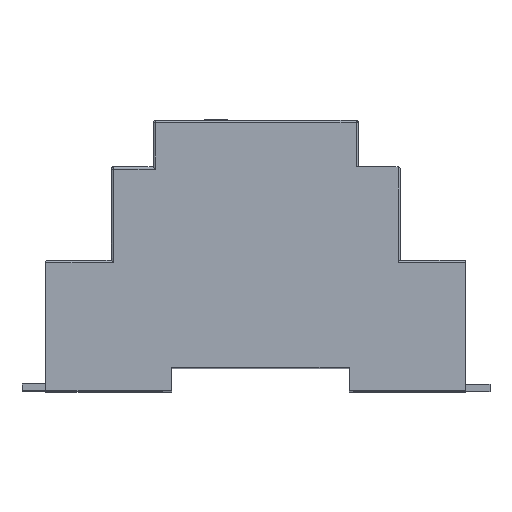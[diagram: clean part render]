
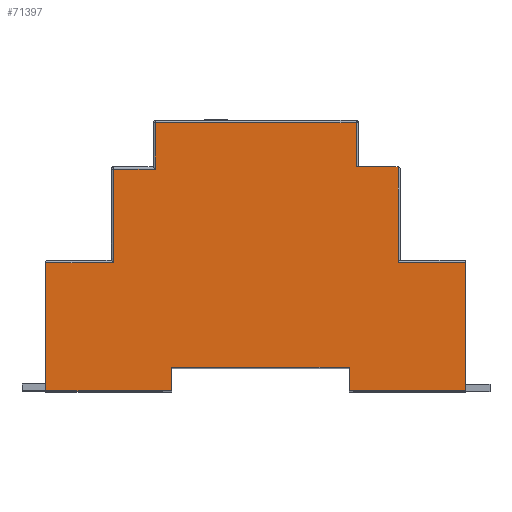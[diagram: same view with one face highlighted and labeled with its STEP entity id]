
A CAD part, top view. The second image highlights one B-rep face of the part: STEP entity #71397.
In plain terms, the highlighted planar face has unit normal (0, 0, 1).
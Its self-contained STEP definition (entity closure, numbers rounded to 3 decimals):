
#6938=PLANE('',#74469);
#10706=FACE_OUTER_BOUND('',#14914,.T.);
#14914=EDGE_LOOP('',(#66753,#66754,#66755,#66756,#66757,#66758,#66759,#66760,
#66761,#66762,#66763,#66764,#66765,#66766,#66767,#66768));
#15604=LINE('',#91465,#23133);
#15607=LINE('',#91471,#23136);
#22280=LINE('',#129026,#29809);
#22287=LINE('',#129060,#29816);
#22289=LINE('',#129063,#29818);
#22294=LINE('',#129074,#29823);
#22299=LINE('',#129088,#29828);
#22304=LINE('',#129101,#29833);
#22331=LINE('',#129171,#29860);
#22347=LINE('',#129198,#29876);
#22348=LINE('',#129201,#29877);
#22349=LINE('',#129202,#29878);
#22350=LINE('',#129204,#29879);
#22351=LINE('',#129206,#29880);
#22352=LINE('',#129207,#29881);
#22353=LINE('',#129208,#29882);
#23133=VECTOR('',#75634,10.);
#23136=VECTOR('',#75639,10.);
#29809=VECTOR('',#87442,10.);
#29816=VECTOR('',#87487,10.);
#29818=VECTOR('',#87491,10.);
#29823=VECTOR('',#87504,10.);
#29828=VECTOR('',#87519,10.);
#29833=VECTOR('',#87532,10.);
#29860=VECTOR('',#87597,10.);
#29876=VECTOR('',#87621,10.);
#29877=VECTOR('',#87624,10.);
#29878=VECTOR('',#87625,10.);
#29879=VECTOR('',#87626,10.);
#29880=VECTOR('',#87627,10.);
#29881=VECTOR('',#87628,10.);
#29882=VECTOR('',#87629,10.);
#31207=VERTEX_POINT('',#91462);
#31208=VERTEX_POINT('',#91464);
#31209=VERTEX_POINT('',#91468);
#31210=VERTEX_POINT('',#91470);
#36903=VERTEX_POINT('',#128998);
#36911=VERTEX_POINT('',#129018);
#36913=VERTEX_POINT('',#129025);
#36916=VERTEX_POINT('',#129038);
#36922=VERTEX_POINT('',#129070);
#36927=VERTEX_POINT('',#129086);
#36929=VERTEX_POINT('',#129093);
#36930=VERTEX_POINT('',#129097);
#36954=VERTEX_POINT('',#129162);
#36963=VERTEX_POINT('',#129200);
#36964=VERTEX_POINT('',#129203);
#36965=VERTEX_POINT('',#129205);
#38040=EDGE_CURVE('',#31207,#31208,#15604,.T.);
#38043=EDGE_CURVE('',#31209,#31210,#15607,.T.);
#46877=EDGE_CURVE('',#36903,#36913,#22280,.T.);
#46895=EDGE_CURVE('',#36913,#36916,#22287,.T.);
#46897=EDGE_CURVE('',#36916,#36911,#22289,.T.);
#46903=EDGE_CURVE('',#36911,#36922,#22294,.T.);
#46910=EDGE_CURVE('',#36927,#36903,#22299,.T.);
#46917=EDGE_CURVE('',#36929,#36930,#22304,.T.);
#46954=EDGE_CURVE('',#36930,#36954,#22331,.T.);
#46970=EDGE_CURVE('',#36954,#31209,#22347,.T.);
#46971=EDGE_CURVE('',#36963,#36927,#22348,.T.);
#46972=EDGE_CURVE('',#31208,#36963,#22349,.T.);
#46973=EDGE_CURVE('',#36964,#31207,#22350,.T.);
#46974=EDGE_CURVE('',#36965,#36964,#22351,.T.);
#46975=EDGE_CURVE('',#31210,#36965,#22352,.T.);
#46976=EDGE_CURVE('',#36922,#36929,#22353,.T.);
#66753=ORIENTED_EDGE('',*,*,#46971,.F.);
#66754=ORIENTED_EDGE('',*,*,#46972,.F.);
#66755=ORIENTED_EDGE('',*,*,#38040,.F.);
#66756=ORIENTED_EDGE('',*,*,#46973,.F.);
#66757=ORIENTED_EDGE('',*,*,#46974,.F.);
#66758=ORIENTED_EDGE('',*,*,#46975,.F.);
#66759=ORIENTED_EDGE('',*,*,#38043,.F.);
#66760=ORIENTED_EDGE('',*,*,#46970,.F.);
#66761=ORIENTED_EDGE('',*,*,#46954,.F.);
#66762=ORIENTED_EDGE('',*,*,#46917,.F.);
#66763=ORIENTED_EDGE('',*,*,#46976,.F.);
#66764=ORIENTED_EDGE('',*,*,#46903,.F.);
#66765=ORIENTED_EDGE('',*,*,#46897,.F.);
#66766=ORIENTED_EDGE('',*,*,#46895,.F.);
#66767=ORIENTED_EDGE('',*,*,#46877,.F.);
#66768=ORIENTED_EDGE('',*,*,#46910,.F.);
#71397=ADVANCED_FACE('',(#10706),#6938,.T.);
#74469=AXIS2_PLACEMENT_3D('',#129199,#87622,#87623);
#75634=DIRECTION('',(-1.,0.,0.));
#75639=DIRECTION('',(-1.,0.,0.));
#87442=DIRECTION('',(1.,0.,0.));
#87487=DIRECTION('',(0.,1.,0.));
#87491=DIRECTION('',(1.,0.,0.));
#87504=DIRECTION('',(0.,-1.,0.));
#87519=DIRECTION('',(0.,1.,0.));
#87532=DIRECTION('',(0.,-1.,0.));
#87597=DIRECTION('',(1.,0.,0.));
#87621=DIRECTION('',(0.,-1.,0.));
#87622=DIRECTION('center_axis',(0.,0.,1.));
#87623=DIRECTION('ref_axis',(1.,0.,0.));
#87624=DIRECTION('',(1.,0.,0.));
#87625=DIRECTION('',(0.,1.,0.));
#87626=DIRECTION('',(0.,-1.,0.));
#87627=DIRECTION('',(-1.,0.,0.));
#87628=DIRECTION('',(0.,1.,0.));
#87629=DIRECTION('',(1.,0.,0.));
#91462=CARTESIAN_POINT('',(27.,0.,158.));
#91464=CARTESIAN_POINT('',(0.,0.,
158.));
#91465=CARTESIAN_POINT('',(0.,0.,
158.));
#91468=CARTESIAN_POINT('',(90.,0.,158.));
#91470=CARTESIAN_POINT('',(65.,0.,158.));
#91471=CARTESIAN_POINT('',(65.,0.,158.));
#128998=CARTESIAN_POINT('',(14.5,47.5,158.));
#129018=CARTESIAN_POINT('',(66.5,57.5,158.));
#129025=CARTESIAN_POINT('',(23.5,47.5,158.));
#129026=CARTESIAN_POINT('',(29.516,47.5,158.));
#129038=CARTESIAN_POINT('',(23.5,57.5,158.));
#129060=CARTESIAN_POINT('',(23.5,36.711,158.));
#129063=CARTESIAN_POINT('',(34.016,57.5,158.));
#129070=CARTESIAN_POINT('',(66.5,48.,158.));
#129074=CARTESIAN_POINT('',(66.5,41.711,158.));
#129086=CARTESIAN_POINT('',(14.5,27.5,158.));
#129088=CARTESIAN_POINT('',(14.5,26.711,158.));
#129093=CARTESIAN_POINT('',(75.5,48.,158.));
#129097=CARTESIAN_POINT('',(75.5,27.5,158.));
#129101=CARTESIAN_POINT('',(75.5,36.711,158.));
#129162=CARTESIAN_POINT('',(90.,27.5,158.));
#129171=CARTESIAN_POINT('',(60.516,27.5,158.));
#129198=CARTESIAN_POINT('',(90.,0.,158.));
#129199=CARTESIAN_POINT('Origin',(45.033,25.422,158.));
#129200=CARTESIAN_POINT('',(0.,27.5,158.));
#129201=CARTESIAN_POINT('',(22.516,27.5,158.));
#129202=CARTESIAN_POINT('',(0.,28.,158.));
#129203=CARTESIAN_POINT('',(27.,5.,158.));
#129204=CARTESIAN_POINT('',(27.,0.,158.));
#129205=CARTESIAN_POINT('',(65.,5.,158.));
#129206=CARTESIAN_POINT('',(27.,5.,158.));
#129207=CARTESIAN_POINT('',(65.,5.,158.));
#129208=CARTESIAN_POINT('',(76.,48.,158.));
